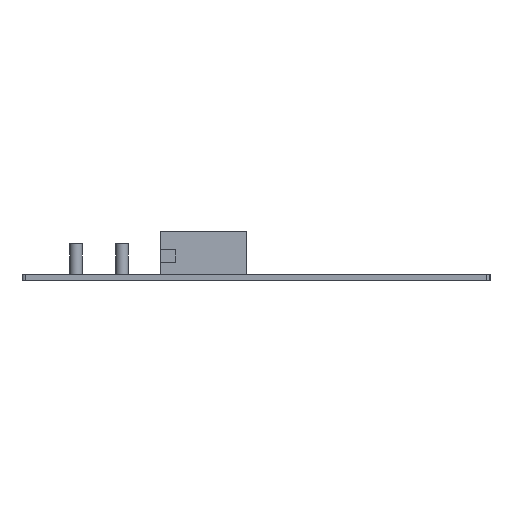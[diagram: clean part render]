
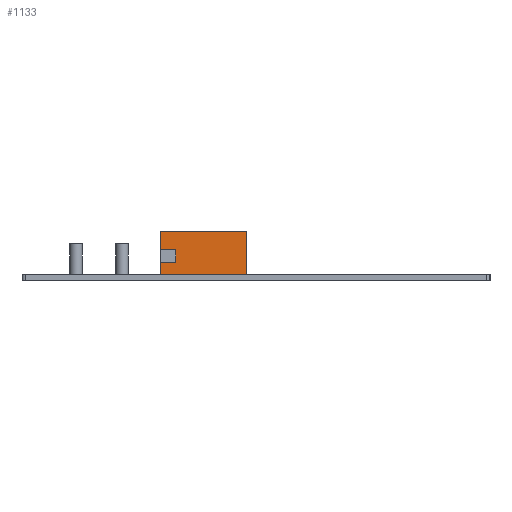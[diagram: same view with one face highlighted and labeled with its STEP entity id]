
A CAD part, left-side view. The second image highlights one B-rep face of the part: STEP entity #1133.
In plain terms, the highlighted planar face has unit normal (-1, 0, 0).
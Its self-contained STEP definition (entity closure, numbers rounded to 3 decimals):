
#135=FACE_OUTER_BOUND('',#216,.T.);
#216=EDGE_LOOP('',(#889,#890,#891,#892,#893,#894,#895,#896));
#274=LINE('',#1633,#386);
#280=LINE('',#1645,#392);
#282=LINE('',#1648,#394);
#283=LINE('',#1651,#395);
#290=LINE('',#1664,#402);
#323=LINE('',#1739,#435);
#341=LINE('',#1802,#453);
#348=LINE('',#1816,#460);
#386=VECTOR('',#1302,10.);
#392=VECTOR('',#1310,10.);
#394=VECTOR('',#1314,10.);
#395=VECTOR('',#1317,10.);
#402=VECTOR('',#1326,10.);
#435=VECTOR('',#1381,10.);
#453=VECTOR('',#1437,10.);
#460=VECTOR('',#1456,10.);
#497=VERTEX_POINT('',#1629);
#499=VERTEX_POINT('',#1632);
#502=VERTEX_POINT('',#1639);
#504=VERTEX_POINT('',#1643);
#505=VERTEX_POINT('',#1650);
#510=VERTEX_POINT('',#1662);
#541=VERTEX_POINT('',#1737);
#567=VERTEX_POINT('',#1801);
#602=EDGE_CURVE('',#499,#497,#274,.T.);
#608=EDGE_CURVE('',#502,#504,#280,.T.);
#610=EDGE_CURVE('',#504,#499,#282,.T.);
#611=EDGE_CURVE('',#502,#505,#283,.T.);
#618=EDGE_CURVE('',#510,#497,#290,.T.);
#655=EDGE_CURVE('',#541,#510,#323,.T.);
#687=EDGE_CURVE('',#505,#567,#341,.T.);
#694=EDGE_CURVE('',#541,#567,#348,.T.);
#889=ORIENTED_EDGE('',*,*,#602,.T.);
#890=ORIENTED_EDGE('',*,*,#618,.F.);
#891=ORIENTED_EDGE('',*,*,#655,.F.);
#892=ORIENTED_EDGE('',*,*,#694,.T.);
#893=ORIENTED_EDGE('',*,*,#687,.F.);
#894=ORIENTED_EDGE('',*,*,#611,.F.);
#895=ORIENTED_EDGE('',*,*,#608,.T.);
#896=ORIENTED_EDGE('',*,*,#610,.T.);
#1091=PLANE('',#1229);
#1133=ADVANCED_FACE('',(#135),#1091,.T.);
#1229=AXIS2_PLACEMENT_3D('',#1815,#1454,#1455);
#1302=DIRECTION('',(0.,1.,0.));
#1310=DIRECTION('',(0.,-1.,0.));
#1314=DIRECTION('',(0.,0.,-1.));
#1317=DIRECTION('',(0.,0.,1.));
#1326=DIRECTION('',(0.,0.,1.));
#1381=DIRECTION('',(0.,1.,0.));
#1437=DIRECTION('',(0.,-1.,0.));
#1454=DIRECTION('center_axis',(-1.,0.,0.));
#1455=DIRECTION('ref_axis',(0.,-1.,0.));
#1456=DIRECTION('',(0.,0.,1.));
#1629=CARTESIAN_POINT('',(-13.05,31.,6.));
#1632=CARTESIAN_POINT('',(-13.05,26.,6.));
#1633=CARTESIAN_POINT('',(-13.05,31.,6.));
#1639=CARTESIAN_POINT('',(-13.05,31.,10.));
#1643=CARTESIAN_POINT('',(-13.05,26.,10.));
#1645=CARTESIAN_POINT('',(-13.05,31.,10.));
#1648=CARTESIAN_POINT('',(-13.05,26.,5.));
#1650=CARTESIAN_POINT('',(-13.05,31.,16.));
#1651=CARTESIAN_POINT('',(-13.05,31.,2.));
#1662=CARTESIAN_POINT('',(-13.05,31.,2.));
#1664=CARTESIAN_POINT('',(-13.05,31.,2.));
#1737=CARTESIAN_POINT('',(-13.05,3.,2.));
#1739=CARTESIAN_POINT('',(-13.05,15.5,2.));
#1801=CARTESIAN_POINT('',(-13.05,3.,16.));
#1802=CARTESIAN_POINT('',(-13.05,3.,16.));
#1815=CARTESIAN_POINT('Origin',(-13.05,31.,2.));
#1816=CARTESIAN_POINT('',(-13.05,3.,2.));
